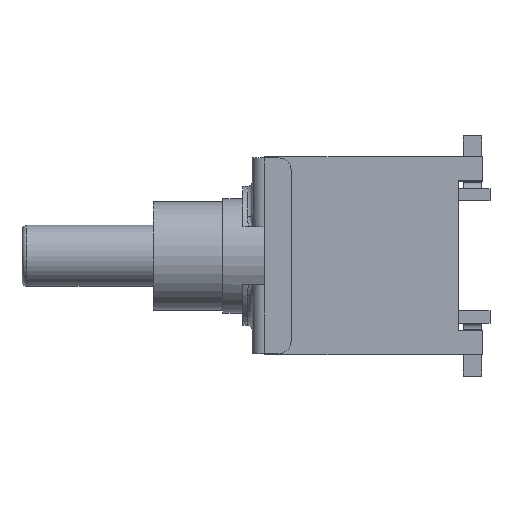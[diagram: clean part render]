
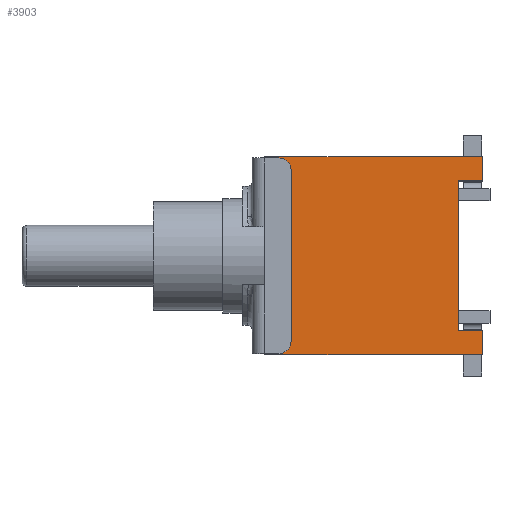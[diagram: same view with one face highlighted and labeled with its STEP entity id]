
A CAD part, top view. The second image highlights one B-rep face of the part: STEP entity #3903.
In plain terms, the highlighted planar face has unit normal (0, 0, 1).
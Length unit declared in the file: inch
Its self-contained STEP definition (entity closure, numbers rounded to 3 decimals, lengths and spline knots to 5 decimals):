
#3509=CARTESIAN_POINT('',(0.3563,-0.16201,0.1));
#3510=VERTEX_POINT('',#3509);
#3517=CARTESIAN_POINT('',(0.,-0.16201,0.1));
#3518=VERTEX_POINT('',#3517);
#3519=CARTESIAN_POINT('',(0.3563,-0.16201,0.1));
#3520=DIRECTION('',(-1.0,0.0,0.0));
#3521=VECTOR('',#3520,0.3563);
#3522=LINE('',#3519,#3521);
#3523=EDGE_CURVE('',#3510,#3518,#3522,.T.);
#3556=CARTESIAN_POINT('',(0.3563,0.16201,0.1));
#3557=VERTEX_POINT('',#3556);
#3564=CARTESIAN_POINT('',(0.3563,0.12264,0.1));
#3565=VERTEX_POINT('',#3564);
#3566=CARTESIAN_POINT('',(0.3563,0.16201,0.1));
#3567=DIRECTION('',(0.0,-1.0,0.0));
#3568=VECTOR('',#3567,0.03937);
#3569=LINE('',#3566,#3568);
#3570=EDGE_CURVE('',#3557,#3565,#3569,.T.);
#3618=CARTESIAN_POINT('',(0.3563,-0.12264,0.1));
#3619=VERTEX_POINT('',#3618);
#3626=CARTESIAN_POINT('',(0.3563,-0.12264,0.1));
#3627=DIRECTION('',(0.0,-1.0,0.0));
#3628=VECTOR('',#3627,0.03937);
#3629=LINE('',#3626,#3628);
#3630=EDGE_CURVE('',#3619,#3510,#3629,.T.);
#3643=CARTESIAN_POINT('',(0.31693,0.12264,0.1));
#3644=VERTEX_POINT('',#3643);
#3645=CARTESIAN_POINT('',(0.3563,0.12264,0.1));
#3646=DIRECTION('',(-1.0,0.0,0.0));
#3647=VECTOR('',#3646,0.03937);
#3648=LINE('',#3645,#3647);
#3649=EDGE_CURVE('',#3565,#3644,#3648,.T.);
#3690=CARTESIAN_POINT('',(0.31693,-0.12264,0.1));
#3691=VERTEX_POINT('',#3690);
#3698=CARTESIAN_POINT('',(0.31693,-0.12264,0.1));
#3699=DIRECTION('',(1.0,0.0,0.0));
#3700=VECTOR('',#3699,0.03937);
#3701=LINE('',#3698,#3700);
#3702=EDGE_CURVE('',#3691,#3619,#3701,.T.);
#3737=CARTESIAN_POINT('',(0.31693,0.12264,0.1));
#3738=DIRECTION('',(0.0,-1.0,0.0));
#3739=VECTOR('',#3738,0.24528);
#3740=LINE('',#3737,#3739);
#3741=EDGE_CURVE('',#3644,#3691,#3740,.T.);
#3755=CARTESIAN_POINT('',(0.,0.16201,0.1));
#3756=VERTEX_POINT('',#3755);
#3757=CARTESIAN_POINT('',(0.,-0.16201,0.1));
#3758=DIRECTION('',(0.0,1.0,0.0));
#3759=VECTOR('',#3758,0.32402);
#3760=LINE('',#3757,#3759);
#3761=EDGE_CURVE('',#3518,#3756,#3760,.T.);
#3807=CARTESIAN_POINT('',(0.,0.16201,0.1));
#3808=DIRECTION('',(1.0,0.0,0.0));
#3809=VECTOR('',#3808,0.3563);
#3810=LINE('',#3807,#3809);
#3811=EDGE_CURVE('',#3756,#3557,#3810,.T.);
#3888=CARTESIAN_POINT('',(-0.01781,-0.17821,0.1));
#3889=DIRECTION('',(0.0,0.0,1.0));
#3890=DIRECTION('',(1.0,0.0,0.0));
#3891=AXIS2_PLACEMENT_3D('',#3888,#3889,#3890);
#3892=PLANE('',#3891);
#3893=ORIENTED_EDGE('',*,*,#3523,.F.);
#3894=ORIENTED_EDGE('',*,*,#3630,.F.);
#3895=ORIENTED_EDGE('',*,*,#3702,.F.);
#3896=ORIENTED_EDGE('',*,*,#3741,.F.);
#3897=ORIENTED_EDGE('',*,*,#3649,.F.);
#3898=ORIENTED_EDGE('',*,*,#3570,.F.);
#3899=ORIENTED_EDGE('',*,*,#3811,.F.);
#3900=ORIENTED_EDGE('',*,*,#3761,.F.);
#3901=EDGE_LOOP('',(#3893,#3894,#3895,#3896,#3897,#3898,#3899,#3900));
#3902=FACE_OUTER_BOUND('',#3901,.T.);
#3903=ADVANCED_FACE('',(#3902),#3892,.T.);
